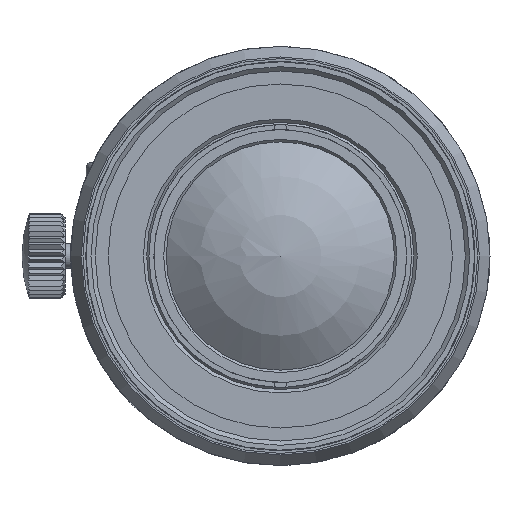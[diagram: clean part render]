
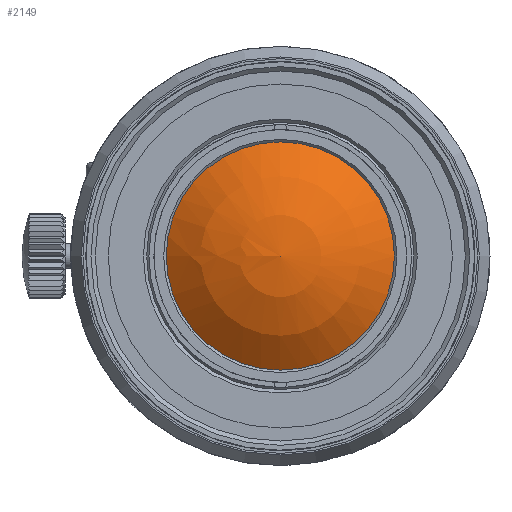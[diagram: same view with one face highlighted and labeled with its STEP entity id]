
A CAD part, left-side view. The second image highlights one B-rep face of the part: STEP entity #2149.
In plain terms, the highlighted spherical face has radius 14.13 mm.
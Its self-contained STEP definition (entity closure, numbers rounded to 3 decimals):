
#319=SPHERICAL_SURFACE('',#10633,14.13);
#1146=VERTEX_LOOP('',#7808);
#1348=FACE_BOUND('',#1146,.T.);
#1349=FACE_BOUND('',#3239,.T.);
#1791=CIRCLE('',#10618,9.25);
#2149=ADVANCED_FACE('',(#1348,#1349),#319,.T.);
#3239=EDGE_LOOP('',(#5868));
#5868=ORIENTED_EDGE('',*,*,#9308,.F.);
#7800=VERTEX_POINT('',#15395);
#7808=VERTEX_POINT('',#15417);
#9308=EDGE_CURVE('',#7800,#7800,#1791,.T.);
#10618=AXIS2_PLACEMENT_3D('',#15394,#12343,#12344);
#10633=AXIS2_PLACEMENT_3D('',#15418,#12373,#12374);
#12343=DIRECTION('',(1.,0.,0.));
#12344=DIRECTION('',(0.,0.,-1.));
#12373=DIRECTION('',(-1.,0.,0.));
#12374=DIRECTION('',(0.,1.,0.));
#15394=CARTESIAN_POINT('',(-67.575,0.,0.));
#15395=CARTESIAN_POINT('',(-67.575,0.,-9.25));
#15417=CARTESIAN_POINT('',(-71.023,0.,0.));
#15418=CARTESIAN_POINT('',(-56.893,0.,0.));
